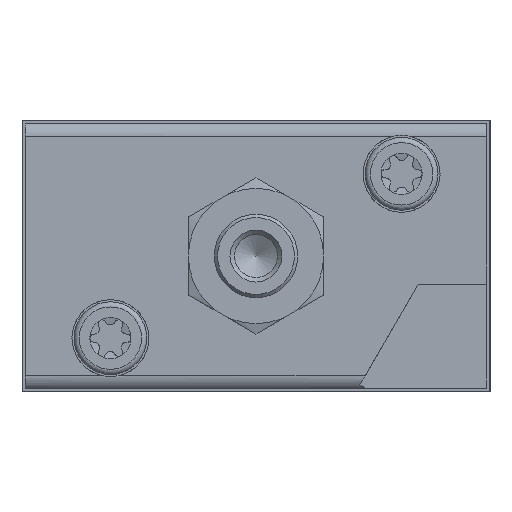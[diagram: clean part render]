
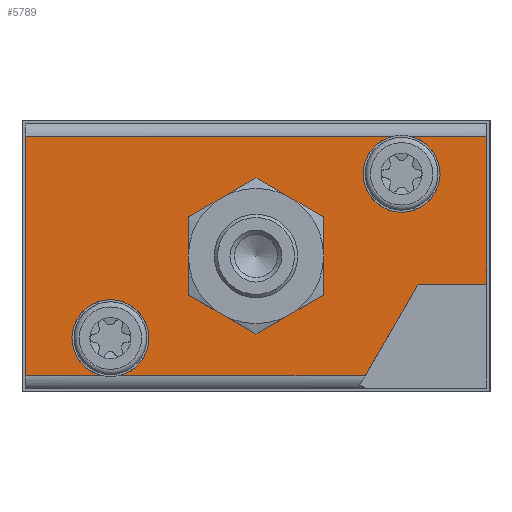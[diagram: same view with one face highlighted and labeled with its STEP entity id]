
A CAD part, left-side view. The second image highlights one B-rep face of the part: STEP entity #5789.
In plain terms, the highlighted planar face has unit normal (-1, 0, 0).
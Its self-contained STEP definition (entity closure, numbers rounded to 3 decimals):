
#34=PLANE('',#6230);
#202=LINE('',#9247,#572);
#204=LINE('',#9257,#574);
#205=LINE('',#9265,#575);
#207=LINE('',#9273,#577);
#221=LINE('',#9336,#591);
#222=LINE('',#9338,#592);
#223=LINE('',#9340,#593);
#224=LINE('',#9342,#594);
#572=VECTOR('',#6938,1000.);
#574=VECTOR('',#6946,1000.);
#575=VECTOR('',#6949,1000.);
#577=VECTOR('',#6955,1000.);
#591=VECTOR('',#7009,1000.);
#592=VECTOR('',#7010,1000.);
#593=VECTOR('',#7011,1000.);
#594=VECTOR('',#7014,1000.);
#1117=CIRCLE('',#6231,3.7);
#1118=CIRCLE('',#6232,3.7);
#1119=CIRCLE('',#6233,6.5);
#1120=CIRCLE('',#6234,6.5);
#1121=CIRCLE('',#6235,6.5);
#1122=CIRCLE('',#6236,6.5);
#1123=CIRCLE('',#6237,6.5);
#1124=CIRCLE('',#6238,6.5);
#1560=ORIENTED_EDGE('',*,*,#3268,.F.);
#1561=ORIENTED_EDGE('',*,*,#3234,.T.);
#1562=ORIENTED_EDGE('',*,*,#3269,.T.);
#1563=ORIENTED_EDGE('',*,*,#3270,.T.);
#1564=ORIENTED_EDGE('',*,*,#3271,.F.);
#1565=ORIENTED_EDGE('',*,*,#3236,.F.);
#1566=ORIENTED_EDGE('',*,*,#3272,.F.);
#1567=ORIENTED_EDGE('',*,*,#3240,.F.);
#1568=ORIENTED_EDGE('',*,*,#3273,.T.);
#1569=ORIENTED_EDGE('',*,*,#3229,.T.);
#1570=ORIENTED_EDGE('',*,*,#3274,.F.);
#1571=ORIENTED_EDGE('',*,*,#3275,.F.);
#1572=ORIENTED_EDGE('',*,*,#3276,.F.);
#1573=ORIENTED_EDGE('',*,*,#3277,.F.);
#1574=ORIENTED_EDGE('',*,*,#3278,.F.);
#1575=ORIENTED_EDGE('',*,*,#3279,.F.);
#3229=EDGE_CURVE('',#4061,#4059,#202,.T.);
#3234=EDGE_CURVE('',#4060,#4065,#204,.T.);
#3236=EDGE_CURVE('',#4066,#4068,#205,.T.);
#3240=EDGE_CURVE('',#4071,#4067,#207,.T.);
#3268=EDGE_CURVE('',#4060,#4059,#1117,.T.);
#3269=EDGE_CURVE('',#4065,#4097,#221,.T.);
#3270=EDGE_CURVE('',#4097,#4098,#222,.T.);
#3271=EDGE_CURVE('',#4068,#4098,#223,.T.);
#3272=EDGE_CURVE('',#4067,#4066,#1118,.T.);
#3273=EDGE_CURVE('',#4071,#4061,#224,.T.);
#3274=EDGE_CURVE('',#4099,#4100,#1119,.F.);
#3275=EDGE_CURVE('',#4101,#4099,#1120,.F.);
#3276=EDGE_CURVE('',#4102,#4101,#1121,.F.);
#3277=EDGE_CURVE('',#4103,#4102,#1122,.F.);
#3278=EDGE_CURVE('',#4104,#4103,#1123,.F.);
#3279=EDGE_CURVE('',#4100,#4104,#1124,.F.);
#4059=VERTEX_POINT('',#9245);
#4060=VERTEX_POINT('',#9246);
#4061=VERTEX_POINT('',#9248);
#4065=VERTEX_POINT('',#9256);
#4066=VERTEX_POINT('',#9263);
#4067=VERTEX_POINT('',#9264);
#4068=VERTEX_POINT('',#9266);
#4071=VERTEX_POINT('',#9272);
#4097=VERTEX_POINT('',#9337);
#4098=VERTEX_POINT('',#9339);
#4099=VERTEX_POINT('',#9344);
#4100=VERTEX_POINT('',#9345);
#4101=VERTEX_POINT('',#9347);
#4102=VERTEX_POINT('',#9349);
#4103=VERTEX_POINT('',#9351);
#4104=VERTEX_POINT('',#9353);
#4744=EDGE_LOOP('',(#1560,#1561,#1562,#1563,#1564,#1565,#1566,#1567,#1568,
#1569));
#4745=EDGE_LOOP('',(#1570,#1571,#1572,#1573,#1574,#1575));
#5228=FACE_BOUND('',#4744,.T.);
#5229=FACE_BOUND('',#4745,.T.);
#5789=ADVANCED_FACE('',(#5228,#5229),#34,.F.);
#6230=AXIS2_PLACEMENT_3D('',#9334,#7005,#7006);
#6231=AXIS2_PLACEMENT_3D('',#9335,#7007,#7008);
#6232=AXIS2_PLACEMENT_3D('',#9341,#7012,#7013);
#6233=AXIS2_PLACEMENT_3D('',#9343,#7015,#7016);
#6234=AXIS2_PLACEMENT_3D('',#9346,#7017,#7018);
#6235=AXIS2_PLACEMENT_3D('',#9348,#7019,#7020);
#6236=AXIS2_PLACEMENT_3D('',#9350,#7021,#7022);
#6237=AXIS2_PLACEMENT_3D('',#9352,#7023,#7024);
#6238=AXIS2_PLACEMENT_3D('',#9354,#7025,#7026);
#6938=DIRECTION('',(0.,-1.,0.));
#6946=DIRECTION('',(0.,-1.,0.));
#6949=DIRECTION('',(0.,-1.,0.));
#6955=DIRECTION('',(0.,-1.,0.));
#7005=DIRECTION('',(1.,0.,0.));
#7006=DIRECTION('',(0.,0.,-1.));
#7007=DIRECTION('',(-1.,0.,0.));
#7008=DIRECTION('',(0.,0.,1.));
#7009=DIRECTION('',(0.,-0.5,0.866));
#7010=DIRECTION('',(0.,-1.,0.));
#7011=DIRECTION('',(0.,0.,-1.));
#7012=DIRECTION('',(-1.,0.,0.));
#7013=DIRECTION('',(0.,0.,1.));
#7014=DIRECTION('',(0.,0.,-1.));
#7015=DIRECTION('',(1.,0.,0.));
#7016=DIRECTION('',(0.,0.,-1.));
#7017=DIRECTION('',(1.,0.,0.));
#7018=DIRECTION('',(0.,0.,-1.));
#7019=DIRECTION('',(1.,0.,0.));
#7020=DIRECTION('',(0.,0.,-1.));
#7021=DIRECTION('',(1.,0.,0.));
#7022=DIRECTION('',(0.,0.,-1.));
#7023=DIRECTION('',(1.,0.,0.));
#7024=DIRECTION('',(0.,0.,-1.));
#7025=DIRECTION('',(1.,0.,0.));
#7026=DIRECTION('',(0.,0.,-1.));
#9245=CARTESIAN_POINT('',(-58.25,37.354,-11.5));
#9246=CARTESIAN_POINT('',(-58.25,35.646,-11.5));
#9247=CARTESIAN_POINT('',(-58.25,45.,-11.5));
#9248=CARTESIAN_POINT('',(-58.25,44.7,-11.5));
#9256=CARTESIAN_POINT('',(-58.25,11.992,-11.5));
#9257=CARTESIAN_POINT('',(-58.25,45.,-11.5));
#9263=CARTESIAN_POINT('',(-58.25,7.646,11.5));
#9264=CARTESIAN_POINT('',(-58.25,9.354,11.5));
#9265=CARTESIAN_POINT('',(-58.25,45.,11.5));
#9266=CARTESIAN_POINT('',(-58.25,0.3,11.5));
#9272=CARTESIAN_POINT('',(-58.25,44.7,11.5));
#9273=CARTESIAN_POINT('',(-58.25,45.,11.5));
#9334=CARTESIAN_POINT('',(-58.25,44.7,13.));
#9335=CARTESIAN_POINT('',(-58.25,36.5,-7.9));
#9336=CARTESIAN_POINT('',(-58.25,12.512,-12.4));
#9337=CARTESIAN_POINT('',(-58.25,6.912,-2.701));
#9338=CARTESIAN_POINT('',(-58.25,6.912,-2.701));
#9339=CARTESIAN_POINT('',(-58.25,0.3,-2.701));
#9340=CARTESIAN_POINT('',(-58.25,0.3,13.));
#9341=CARTESIAN_POINT('',(-58.25,8.5,7.9));
#9342=CARTESIAN_POINT('',(-58.25,44.7,13.));
#9343=CARTESIAN_POINT('',(-58.25,22.5,0.));
#9344=CARTESIAN_POINT('',(-58.25,16.,0.));
#9345=CARTESIAN_POINT('',(-58.25,19.25,5.629));
#9346=CARTESIAN_POINT('',(-58.25,22.5,0.));
#9347=CARTESIAN_POINT('',(-58.25,19.25,-5.629));
#9348=CARTESIAN_POINT('',(-58.25,22.5,0.));
#9349=CARTESIAN_POINT('',(-58.25,25.75,-5.629));
#9350=CARTESIAN_POINT('',(-58.25,22.5,0.));
#9351=CARTESIAN_POINT('',(-58.25,29.,0.));
#9352=CARTESIAN_POINT('',(-58.25,22.5,0.));
#9353=CARTESIAN_POINT('',(-58.25,25.75,5.629));
#9354=CARTESIAN_POINT('',(-58.25,22.5,0.));
